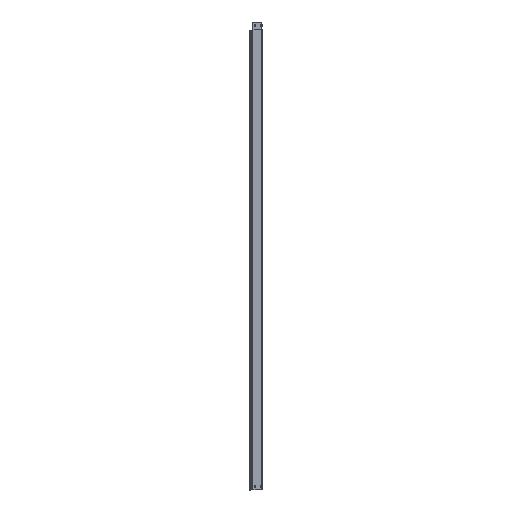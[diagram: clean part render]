
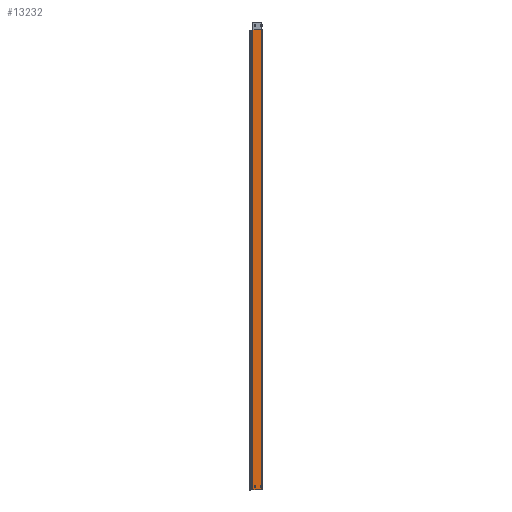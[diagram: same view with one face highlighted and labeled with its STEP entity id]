
A CAD part, left-side view. The second image highlights one B-rep face of the part: STEP entity #13232.
In plain terms, the highlighted planar face has unit normal (-1, 0, 0).
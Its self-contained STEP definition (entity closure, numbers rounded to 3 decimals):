
#18 = EDGE_CURVE ( 'NONE', #9551, #6322, #19815, .T. ) ;
#232 = CARTESIAN_POINT ( 'NONE',  ( -300., 42., 20. ) ) ;
#482 = AXIS2_PLACEMENT_3D ( 'NONE', #8973, #7202, #9112 ) ;
#694 = CARTESIAN_POINT ( 'NONE',  ( -300., 57.822, 0. ) ) ;
#882 = LINE ( 'NONE', #9253, #15555 ) ;
#1005 = DIRECTION ( 'NONE',  ( 0., 0., -1. ) ) ;
#1019 = LINE ( 'NONE', #2455, #18747 ) ;
#1096 = CARTESIAN_POINT ( 'NONE',  ( -300., 57.822, 2948.764 ) ) ;
#1177 = EDGE_LOOP ( 'NONE', ( #11600, #11064, #6383, #21003, #2401, #2165, #1973 ) ) ;
#1270 = CARTESIAN_POINT ( 'NONE',  ( -300., 1.823, 2948.764 ) ) ;
#1762 = CARTESIAN_POINT ( 'NONE',  ( -300., 57.822, 2948.5 ) ) ;
#1973 = ORIENTED_EDGE ( 'NONE', *, *, #4094, .F. ) ;
#2165 = ORIENTED_EDGE ( 'NONE', *, *, #8283, .T. ) ;
#2288 = VECTOR ( 'NONE', #13628, 1000. ) ;
#2397 = VERTEX_POINT ( 'NONE', #16876 ) ;
#2401 = ORIENTED_EDGE ( 'NONE', *, *, #17192, .T. ) ;
#2455 = CARTESIAN_POINT ( 'NONE',  ( -300., 45.5, 20. ) ) ;
#2526 = LINE ( 'NONE', #694, #2288 ) ;
#2783 = VERTEX_POINT ( 'NONE', #7734 ) ;
#2816 = VECTOR ( 'NONE', #19711, 1000. ) ;
#2817 = VERTEX_POINT ( 'NONE', #1762 ) ;
#2869 = EDGE_CURVE ( 'NONE', #19367, #14306, #8923, .T. ) ;
#2898 = FACE_BOUND ( 'NONE', #10565, .T. ) ;
#2945 = CARTESIAN_POINT ( 'NONE',  ( -300., 10.5, 20. ) ) ;
#3369 = CARTESIAN_POINT ( 'NONE',  ( -300., 3.5, 20. ) ) ;
#3460 = VERTEX_POINT ( 'NONE', #20657 ) ;
#3657 = VERTEX_POINT ( 'NONE', #19922 ) ;
#3710 = ORIENTED_EDGE ( 'NONE', *, *, #8789, .F. ) ;
#3721 = ORIENTED_EDGE ( 'NONE', *, *, #2869, .F. ) ;
#3894 = EDGE_CURVE ( 'NONE', #9526, #3657, #5385, .T. ) ;
#4094 = EDGE_CURVE ( 'NONE', #14383, #2397, #20945, .T. ) ;
#4158 = FACE_BOUND ( 'NONE', #6099, .T. ) ;
#4327 = EDGE_CURVE ( 'NONE', #12525, #2783, #9822, .T. ) ;
#4535 = EDGE_CURVE ( 'NONE', #8370, #19367, #20827, .T. ) ;
#4589 = EDGE_CURVE ( 'NONE', #2783, #9526, #13186, .T. ) ;
#4714 = AXIS2_PLACEMENT_3D ( 'NONE', #19953, #6808, #10279 ) ;
#5385 = CIRCLE ( 'NONE', #14791, 3.5 ) ;
#5570 = AXIS2_PLACEMENT_3D ( 'NONE', #232, #16653, #16579 ) ;
#5588 = VECTOR ( 'NONE', #18061, 1000. ) ;
#5712 = VECTOR ( 'NONE', #20993, 1000. ) ;
#6063 = CARTESIAN_POINT ( 'NONE',  ( -300., 1., 2948.453 ) ) ;
#6099 = EDGE_LOOP ( 'NONE', ( #3721, #10968, #9564, #3710 ) ) ;
#6110 = ORIENTED_EDGE ( 'NONE', *, *, #4327, .F. ) ;
#6264 = VECTOR ( 'NONE', #9521, 1000. ) ;
#6322 = VERTEX_POINT ( 'NONE', #1096 ) ;
#6383 = ORIENTED_EDGE ( 'NONE', *, *, #7578, .F. ) ;
#6808 = DIRECTION ( 'NONE',  ( 1., 0., 0. ) ) ;
#6815 = CARTESIAN_POINT ( 'NONE',  ( -300., 0., 2948.764 ) ) ;
#7202 = DIRECTION ( 'NONE',  ( -1., 0., 0. ) ) ;
#7578 = EDGE_CURVE ( 'NONE', #2817, #6322, #2526, .T. ) ;
#7603 = EDGE_CURVE ( 'NONE', #3657, #12525, #1019, .T. ) ;
#7700 = EDGE_CURVE ( 'NONE', #14383, #9551, #14238, .T. ) ;
#7734 = CARTESIAN_POINT ( 'NONE',  ( -300., 38.5, 20. ) ) ;
#7895 = VECTOR ( 'NONE', #14144, 1000. ) ;
#8196 = ORIENTED_EDGE ( 'NONE', *, *, #7603, .F. ) ;
#8274 = DIRECTION ( 'NONE',  ( 0., -1., 0. ) ) ;
#8283 = EDGE_CURVE ( 'NONE', #3460, #2397, #19749, .T. ) ;
#8370 = VERTEX_POINT ( 'NONE', #15057 ) ;
#8474 = LINE ( 'NONE', #16505, #2816 ) ;
#8789 = EDGE_CURVE ( 'NONE', #14306, #16535, #19243, .T. ) ;
#8923 = LINE ( 'NONE', #9523, #7895 ) ;
#8973 = CARTESIAN_POINT ( 'NONE',  ( -300., 7., 28. ) ) ;
#9036 = CARTESIAN_POINT ( 'NONE',  ( -300., 38.5, 20. ) ) ;
#9112 = DIRECTION ( 'NONE',  ( 0., -1., 0. ) ) ;
#9175 = CARTESIAN_POINT ( 'NONE',  ( -300., 1.652, 2948.719 ) ) ;
#9253 = CARTESIAN_POINT ( 'NONE',  ( -300., 58.322, 2948.5 ) ) ;
#9429 = CARTESIAN_POINT ( 'NONE',  ( -300., 45.5, 20. ) ) ;
#9521 = DIRECTION ( 'NONE',  ( 0., 0., -1. ) ) ;
#9523 = CARTESIAN_POINT ( 'NONE',  ( -300., 3.5, 20. ) ) ;
#9526 = VERTEX_POINT ( 'NONE', #14476 ) ;
#9551 = VERTEX_POINT ( 'NONE', #21027 ) ;
#9564 = ORIENTED_EDGE ( 'NONE', *, *, #9759, .F. ) ;
#9759 = EDGE_CURVE ( 'NONE', #16535, #8370, #11593, .T. ) ;
#9822 = CIRCLE ( 'NONE', #5570, 3.5 ) ;
#10279 = DIRECTION ( 'NONE',  ( 0., 1., 0. ) ) ;
#10565 = EDGE_LOOP ( 'NONE', ( #16689, #6110, #8196, #13532 ) ) ;
#10665 = CARTESIAN_POINT ( 'NONE',  ( -300., 7., 20. ) ) ;
#10968 = ORIENTED_EDGE ( 'NONE', *, *, #4535, .F. ) ;
#10980 = DIRECTION ( 'NONE',  ( 0., -1., 0. ) ) ;
#10996 = FACE_OUTER_BOUND ( 'NONE', #1177, .T. ) ;
#11064 = ORIENTED_EDGE ( 'NONE', *, *, #18, .T. ) ;
#11593 = LINE ( 'NONE', #2945, #6264 ) ;
#11600 = ORIENTED_EDGE ( 'NONE', *, *, #7700, .T. ) ;
#11611 = VECTOR ( 'NONE', #8274, 1000. ) ;
#12309 = CARTESIAN_POINT ( 'NONE',  ( -300., 1.161, 2948.524 ) ) ;
#12385 = CARTESIAN_POINT ( 'NONE',  ( -300., 1.321, 2948.598 ) ) ;
#12525 = VERTEX_POINT ( 'NONE', #9429 ) ;
#13186 = LINE ( 'NONE', #9036, #16250 ) ;
#13232 = ADVANCED_FACE ( 'NONE', ( #2898, #4158, #10996 ), #16543, .F. ) ;
#13532 = ORIENTED_EDGE ( 'NONE', *, *, #3894, .F. ) ;
#13628 = DIRECTION ( 'NONE',  ( 0., 0., 1. ) ) ;
#14144 = DIRECTION ( 'NONE',  ( 0., 0., 1. ) ) ;
#14238 = B_SPLINE_CURVE_WITH_KNOTS ( 'NONE', 3,
 ( #6063, #12309, #12385, #9175, #1270, #15639 ),
 .UNSPECIFIED., .F., .F.,
 ( 4, 2, 4 ),
 ( 0., 0.001, 0.001 ),
 .UNSPECIFIED. ) ;
#14306 = VERTEX_POINT ( 'NONE', #14720 ) ;
#14383 = VERTEX_POINT ( 'NONE', #15206 ) ;
#14476 = CARTESIAN_POINT ( 'NONE',  ( -300., 38.5, 28. ) ) ;
#14658 = CARTESIAN_POINT ( 'NONE',  ( -300., 1., 0. ) ) ;
#14660 = VERTEX_POINT ( 'NONE', #18672 ) ;
#14720 = CARTESIAN_POINT ( 'NONE',  ( -300., 3.5, 28. ) ) ;
#14791 = AXIS2_PLACEMENT_3D ( 'NONE', #15871, #20577, #10980 ) ;
#15057 = CARTESIAN_POINT ( 'NONE',  ( -300., 10.5, 20. ) ) ;
#15206 = CARTESIAN_POINT ( 'NONE',  ( -300., 1., 2948.453 ) ) ;
#15421 = DIRECTION ( 'NONE',  ( 0., 0., 1. ) ) ;
#15555 = VECTOR ( 'NONE', #1005, 1000. ) ;
#15639 = CARTESIAN_POINT ( 'NONE',  ( -300., 2., 2948.764 ) ) ;
#15871 = CARTESIAN_POINT ( 'NONE',  ( -300., 42., 28. ) ) ;
#16250 = VECTOR ( 'NONE', #15421, 1000. ) ;
#16471 = EDGE_CURVE ( 'NONE', #14660, #2817, #8474, .T. ) ;
#16505 = CARTESIAN_POINT ( 'NONE',  ( -300., 0., 2948.5 ) ) ;
#16535 = VERTEX_POINT ( 'NONE', #18434 ) ;
#16543 = PLANE ( 'NONE',  #4714 ) ;
#16579 = DIRECTION ( 'NONE',  ( 0., -1., 0. ) ) ;
#16653 = DIRECTION ( 'NONE',  ( -1., 0., 0. ) ) ;
#16689 = ORIENTED_EDGE ( 'NONE', *, *, #4589, .F. ) ;
#16876 = CARTESIAN_POINT ( 'NONE',  ( -300., 1., 0. ) ) ;
#16916 = DIRECTION ( 'NONE',  ( 0., 0., -1. ) ) ;
#17192 = EDGE_CURVE ( 'NONE', #14660, #3460, #882, .T. ) ;
#18061 = DIRECTION ( 'NONE',  ( 0., 1., 0. ) ) ;
#18434 = CARTESIAN_POINT ( 'NONE',  ( -300., 10.5, 28. ) ) ;
#18633 = AXIS2_PLACEMENT_3D ( 'NONE', #10665, #18843, #18765 ) ;
#18672 = CARTESIAN_POINT ( 'NONE',  ( -300., 58.322, 2948.5 ) ) ;
#18747 = VECTOR ( 'NONE', #16916, 1000. ) ;
#18765 = DIRECTION ( 'NONE',  ( 0., -1., 0. ) ) ;
#18843 = DIRECTION ( 'NONE',  ( -1., 0., 0. ) ) ;
#19243 = CIRCLE ( 'NONE', #482, 3.5 ) ;
#19367 = VERTEX_POINT ( 'NONE', #3369 ) ;
#19711 = DIRECTION ( 'NONE',  ( 0., -1., 0. ) ) ;
#19749 = LINE ( 'NONE', #19860, #11611 ) ;
#19815 = LINE ( 'NONE', #6815, #5588 ) ;
#19860 = CARTESIAN_POINT ( 'NONE',  ( -300., 0., 0. ) ) ;
#19922 = CARTESIAN_POINT ( 'NONE',  ( -300., 45.5, 28. ) ) ;
#19953 = CARTESIAN_POINT ( 'NONE',  ( -300., 0., 0. ) ) ;
#20577 = DIRECTION ( 'NONE',  ( -1., 0., 0. ) ) ;
#20657 = CARTESIAN_POINT ( 'NONE',  ( -300., 58.322, 0. ) ) ;
#20827 = CIRCLE ( 'NONE', #18633, 3.5 ) ;
#20945 = LINE ( 'NONE', #14658, #5712 ) ;
#20993 = DIRECTION ( 'NONE',  ( 0., 0., -1. ) ) ;
#21003 = ORIENTED_EDGE ( 'NONE', *, *, #16471, .F. ) ;
#21027 = CARTESIAN_POINT ( 'NONE',  ( -300., 2., 2948.764 ) ) ;
